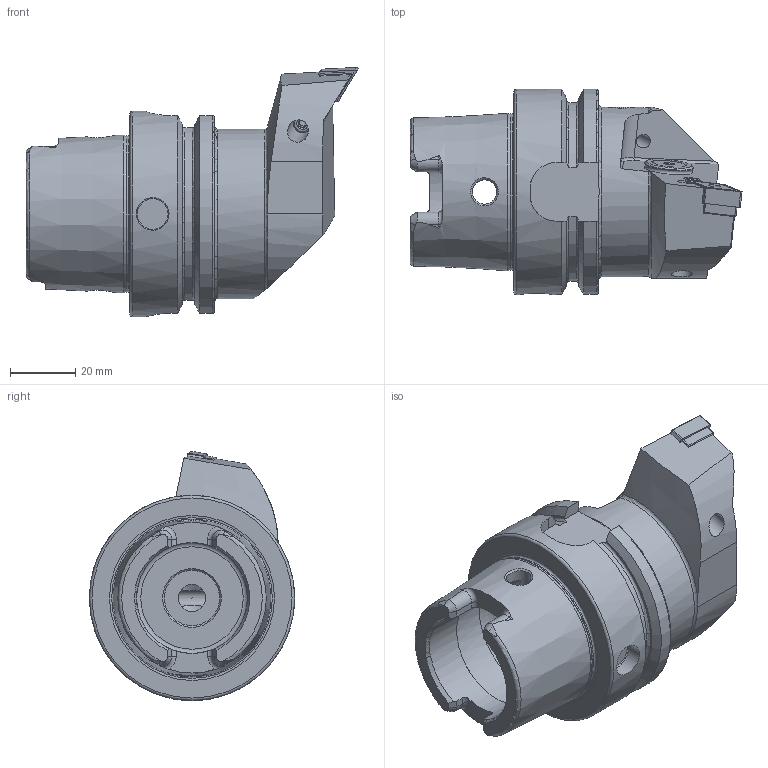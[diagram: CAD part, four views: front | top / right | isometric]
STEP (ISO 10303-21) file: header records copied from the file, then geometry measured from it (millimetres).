
FILE_DESCRIPTION (( 'STEP AP214' ), '1' );
FILE_NAME ('HA6.PDE.LJA.070-HP.STEP', '2020-11-23T10:57:39', ( '' ), ( '' ), 'SwSTEP 2.0', 'SolidWorks 2017', '' );
FILE_SCHEMA (( 'AUTOMOTIVE_DESIGN' ));
Length unit declared in the file: millimetre
Products named in the file (13): WDE-ER2.101.003_A; HA6.PDE.LJA.070-HP; WDE-ER4.101.017_A; WDE-ER3.101.000_A; DIN 7991 - M5x15; CHP-ER1.015.006; CHP-ER1.008.014_A; DIN 3771 - 13x1; CHP-ER1.015.006_A; ISO 8752 2x8; DNMG110404; HA6-PDE.LJA.070-HP_A; WDE-ER1.101.000
Assembly tree (12 placements, depth 3):
  HA6.PDE.LJA.070-HP
    HA6-PDE.LJA.070-HP_A
    CHP-ER1.008.014_A
    ISO 8752 2x8
    CHP-ER1.015.006
      CHP-ER1.015.006_A
      DIN 3771 - 13x1
      DIN 7991 - M5x15
    DNMG110404
    WDE-ER2.101.003_A
    WDE-ER3.101.000_A
    WDE-ER4.101.017_A
    WDE-ER1.101.000
Bounding box: 101.9 x 63 x 76.5 mm (x, y, z)
Volume: 145074.6 mm3; surface area: 34359.8 mm2
Topology: 11 solids, 11 shells, 397 faces, 1007 edges, 631 vertices
Faces by surface type: plane 175, cylinder 86, cone 80, torus 33, bspline 23
Full cylindrical faces by diameter (mm): 2 x1, 2.5 x3, 2.87 x1, 3 x1, 3.81 x1, 4.2 x3, 4.8 x1, 5 x3, 5.2 x1, 5.5 x1, 5.9 x1, 6 x1, 6.4 x1, 7 x1, 7.5 x2, 8 x1, 8.4 x1, 10 x2, 13.4 x1, 15 x4, 17 x1, 19 x1, 34 x2, 40 x1, 47.941 x1, 52 x1, 63 x1
Entity records: 14744 total; most frequent: CARTESIAN_POINT 5086, ORIENTED_EDGE 1748, DIRECTION 1675, EDGE_CURVE 874, AXIS2_PLACEMENT_3D 661, VERTEX_POINT 597, EDGE_LOOP 513, FACE_OUTER_BOUND 448
